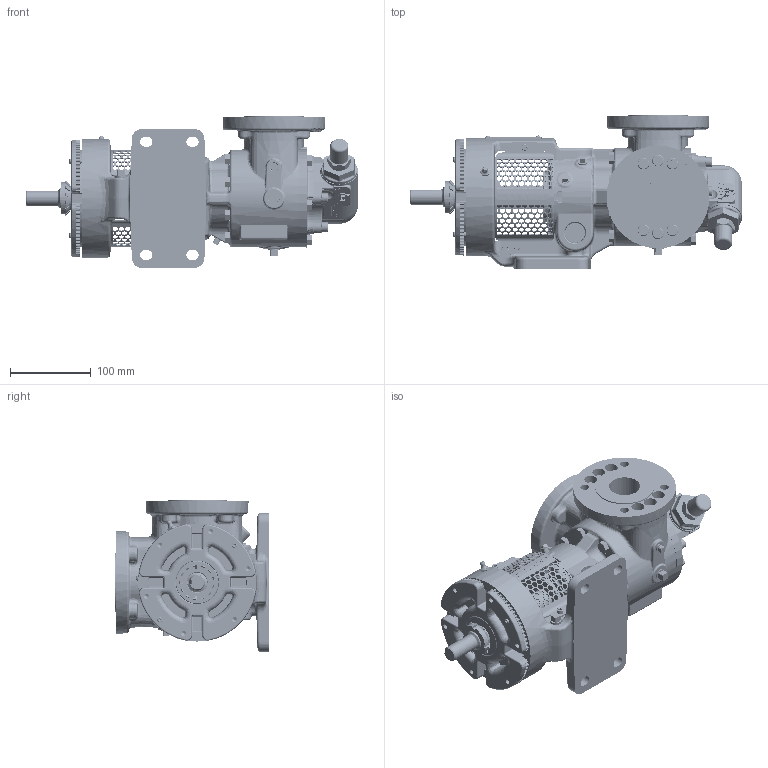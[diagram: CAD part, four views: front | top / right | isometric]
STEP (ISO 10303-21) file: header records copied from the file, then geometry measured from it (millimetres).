
FILE_DESCRIPTION (( 'STEP AP214' ), '1' );
FILE_NAME ('HV-4179.STEP', '2024-01-29T18:37:25', ( '' ), ( '' ), 'SwSTEP 2.0', 'SolidWorks 2022', '' );
FILE_SCHEMA (( 'AUTOMOTIVE_DESIGN' ));
Length unit declared in the file: millimetre
Products named in the file (1): HV-4179
Bounding box: 409.96 x 190.5 x 187.32 mm (x, y, z)
Volume: 4021575.9 mm3; surface area: 390913.8 mm2
Topology: 1 solids, 3 shells, 6772 faces, 17441 edges, 10878 vertices
Faces by surface type: bspline 2655, plane 2160, cylinder 1120, cone 579, torus 146, sphere 112
Entity records: 363407 total; most frequent: CARTESIAN_POINT 162982, ORIENTED_EDGE 34688, DIRECTION 23219, EDGE_CURVE 17344, VERTEX_POINT 10870, AXIS2_PLACEMENT_3D 8469, EDGE_LOOP 7616, FACE_OUTER_BOUND 6768
